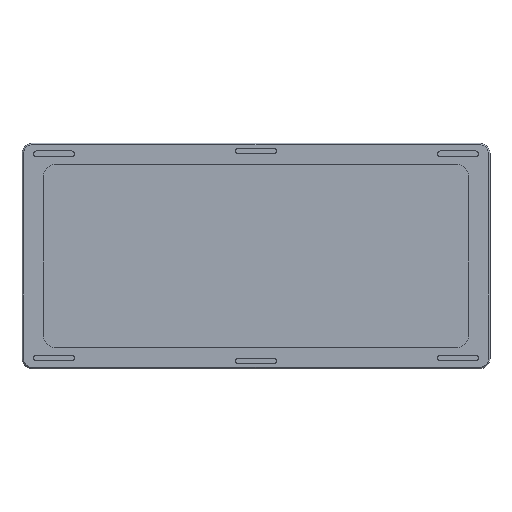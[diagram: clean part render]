
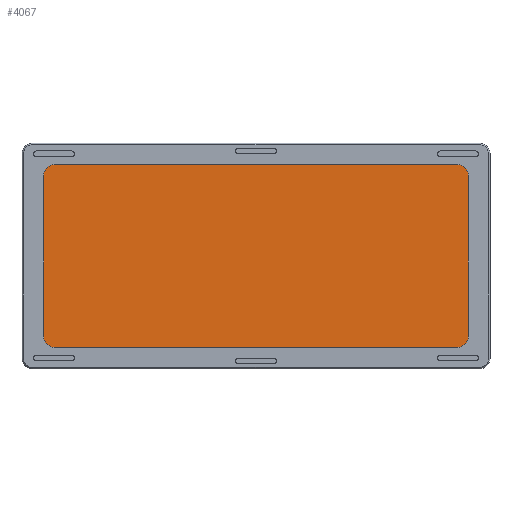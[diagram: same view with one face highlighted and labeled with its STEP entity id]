
A CAD part, front view. The second image highlights one B-rep face of the part: STEP entity #4067.
In plain terms, the highlighted planar face has unit normal (0, -1, 0).
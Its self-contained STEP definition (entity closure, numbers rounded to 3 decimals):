
#49 = DIRECTION ( 'NONE',  ( 0., 0., -1. ) ) ;
#71 = DIRECTION ( 'NONE',  ( 0., 0., 1. ) ) ;
#160 = AXIS2_PLACEMENT_3D ( 'NONE', #3494, #2317, #2342 ) ;
#186 = ORIENTED_EDGE ( 'NONE', *, *, #3723, .T. ) ;
#385 = EDGE_CURVE ( 'NONE', #1964, #3159, #2570, .T. ) ;
#400 = VERTEX_POINT ( 'NONE', #2851 ) ;
#536 = CIRCLE ( 'NONE', #2285, 7.5 ) ;
#547 = FACE_OUTER_BOUND ( 'NONE', #1393, .T. ) ;
#552 = VERTEX_POINT ( 'NONE', #4637 ) ;
#576 = DIRECTION ( 'NONE',  ( 0., 0., -1. ) ) ;
#612 = AXIS2_PLACEMENT_3D ( 'NONE', #1664, #4237, #576 ) ;
#684 = EDGE_CURVE ( 'NONE', #3159, #552, #4465, .T. ) ;
#739 = EDGE_CURVE ( 'NONE', #400, #1049, #3875, .T. ) ;
#1043 = DIRECTION ( 'NONE',  ( 0., 0., -1. ) ) ;
#1049 = VERTEX_POINT ( 'NONE', #1911 ) ;
#1352 = CARTESIAN_POINT ( 'NONE',  ( 147.5, -1.5, -53.627 ) ) ;
#1361 = CIRCLE ( 'NONE', #160, 7.5 ) ;
#1393 = EDGE_LOOP ( 'NONE', ( #3955, #3604, #1487, #3289, #4210, #3419, #186, #2766 ) ) ;
#1401 = EDGE_CURVE ( 'NONE', #1049, #4724, #1361, .T. ) ;
#1487 = ORIENTED_EDGE ( 'NONE', *, *, #3758, .T. ) ;
#1655 = PLANE ( 'NONE',  #3694 ) ;
#1664 = CARTESIAN_POINT ( 'NONE',  ( 140., -1.5, -53.627 ) ) ;
#1665 = CARTESIAN_POINT ( 'NONE',  ( -147.5, -1.5, 65.665 ) ) ;
#1700 = DIRECTION ( 'NONE',  ( 0., -1., 0. ) ) ;
#1911 = CARTESIAN_POINT ( 'NONE',  ( -140., -1.5, 65.665 ) ) ;
#1932 = CARTESIAN_POINT ( 'NONE',  ( 147.5, -1.5, 58.165 ) ) ;
#1938 = DIRECTION ( 'NONE',  ( 1., 0., 0. ) ) ;
#1964 = VERTEX_POINT ( 'NONE', #3910 ) ;
#2014 = LINE ( 'NONE', #1665, #2906 ) ;
#2127 = DIRECTION ( 'NONE',  ( 0., 0., -1. ) ) ;
#2138 = EDGE_CURVE ( 'NONE', #3261, #400, #536, .T. ) ;
#2169 = CARTESIAN_POINT ( 'NONE',  ( 147.5, -1.5, 65.665 ) ) ;
#2285 = AXIS2_PLACEMENT_3D ( 'NONE', #2910, #2931, #49 ) ;
#2286 = CARTESIAN_POINT ( 'NONE',  ( -147.5, -1.5, 58.165 ) ) ;
#2317 = DIRECTION ( 'NONE',  ( 0., -1., 0. ) ) ;
#2342 = DIRECTION ( 'NONE',  ( 0., 0., -1. ) ) ;
#2430 = EDGE_CURVE ( 'NONE', #552, #3608, #4508, .T. ) ;
#2472 = CARTESIAN_POINT ( 'NONE',  ( -140., -1.5, -53.627 ) ) ;
#2570 = CIRCLE ( 'NONE', #3887, 7.5 ) ;
#2589 = DIRECTION ( 'NONE',  ( 0., -1., 0. ) ) ;
#2766 = ORIENTED_EDGE ( 'NONE', *, *, #2138, .T. ) ;
#2851 = CARTESIAN_POINT ( 'NONE',  ( 140., -1.5, 65.665 ) ) ;
#2906 = VECTOR ( 'NONE', #3151, 1000. ) ;
#2910 = CARTESIAN_POINT ( 'NONE',  ( 140., -1.5, 58.165 ) ) ;
#2931 = DIRECTION ( 'NONE',  ( 0., -1., 0. ) ) ;
#2941 = CARTESIAN_POINT ( 'NONE',  ( -140., -1.5, -61.127 ) ) ;
#2950 = VECTOR ( 'NONE', #3451, 1000. ) ;
#3027 = VECTOR ( 'NONE', #1938, 1000. ) ;
#3111 = CARTESIAN_POINT ( 'NONE',  ( 0., -1.5, 0. ) ) ;
#3138 = VECTOR ( 'NONE', #71, 1000. ) ;
#3151 = DIRECTION ( 'NONE',  ( 0., 0., -1. ) ) ;
#3159 = VERTEX_POINT ( 'NONE', #2941 ) ;
#3261 = VERTEX_POINT ( 'NONE', #1932 ) ;
#3289 = ORIENTED_EDGE ( 'NONE', *, *, #385, .T. ) ;
#3352 = LINE ( 'NONE', #2169, #3138 ) ;
#3419 = ORIENTED_EDGE ( 'NONE', *, *, #2430, .T. ) ;
#3451 = DIRECTION ( 'NONE',  ( -1., 0., 0. ) ) ;
#3494 = CARTESIAN_POINT ( 'NONE',  ( -140., -1.5, 58.165 ) ) ;
#3500 = CARTESIAN_POINT ( 'NONE',  ( -147.5, -1.5, 65.665 ) ) ;
#3604 = ORIENTED_EDGE ( 'NONE', *, *, #1401, .T. ) ;
#3608 = VERTEX_POINT ( 'NONE', #1352 ) ;
#3694 = AXIS2_PLACEMENT_3D ( 'NONE', #3111, #2589, #2127 ) ;
#3723 = EDGE_CURVE ( 'NONE', #3608, #3261, #3352, .T. ) ;
#3758 = EDGE_CURVE ( 'NONE', #4724, #1964, #2014, .T. ) ;
#3875 = LINE ( 'NONE', #3500, #2950 ) ;
#3887 = AXIS2_PLACEMENT_3D ( 'NONE', #2472, #1700, #1043 ) ;
#3910 = CARTESIAN_POINT ( 'NONE',  ( -147.5, -1.5, -53.627 ) ) ;
#3955 = ORIENTED_EDGE ( 'NONE', *, *, #739, .T. ) ;
#4067 = ADVANCED_FACE ( 'NONE', ( #547 ), #1655, .T. ) ;
#4088 = CARTESIAN_POINT ( 'NONE',  ( -147.5, -1.5, -61.127 ) ) ;
#4210 = ORIENTED_EDGE ( 'NONE', *, *, #684, .T. ) ;
#4237 = DIRECTION ( 'NONE',  ( 0., -1., 0. ) ) ;
#4465 = LINE ( 'NONE', #4088, #3027 ) ;
#4508 = CIRCLE ( 'NONE', #612, 7.5 ) ;
#4637 = CARTESIAN_POINT ( 'NONE',  ( 140., -1.5, -61.127 ) ) ;
#4724 = VERTEX_POINT ( 'NONE', #2286 ) ;
